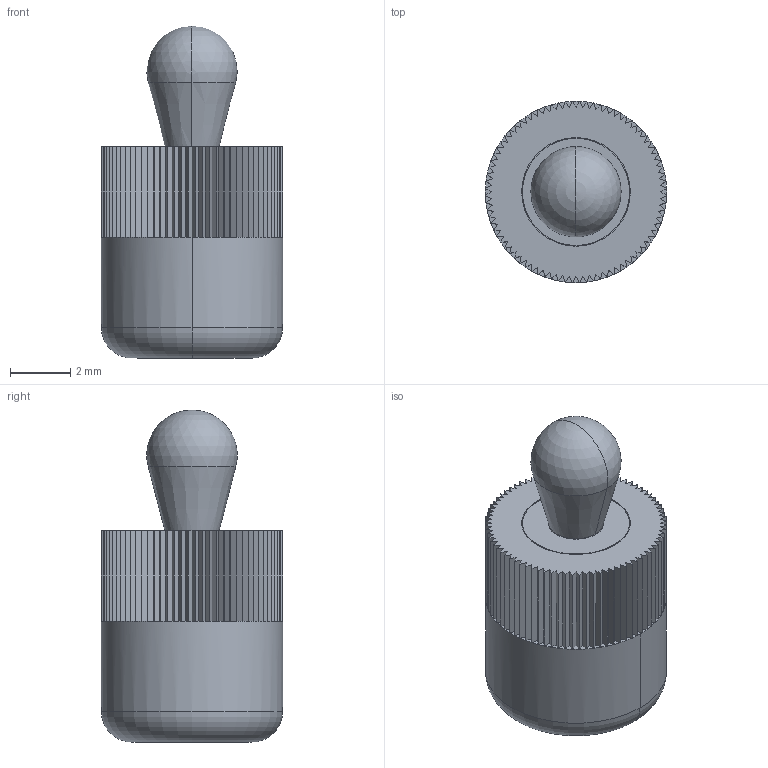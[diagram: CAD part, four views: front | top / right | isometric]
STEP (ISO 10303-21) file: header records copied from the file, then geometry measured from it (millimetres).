
FILE_DESCRIPTION(('STEP AP214'),'1');
FILE_NAME('HALDERN_EH_22150_0150.stp','2017-02-01T10:44:42',('TraceParts'),('TraceParts S.A.'),'Spatial InterOp 3D',' ',' ');
FILE_SCHEMA(('automotive_design'));
Length unit declared in the file: millimetre
Products named in the file (2): 1; 2
Bounding box: 6.01 x 6.01 x 11 mm (x, y, z)
Volume: 115.9 mm3; surface area: 441.7 mm2
Topology: 3 solids, 3 shells, 430 faces, 1098 edges, 675 vertices
Faces by surface type: plane 408, cylinder 14, torus 4, cone 2, sphere 2
Entity records: 16261 total; most frequent: DIRECTION 2240, CARTESIAN_POINT 2203, ORIENTED_EDGE 2192, EDGE_CURVE 1096, LINE 816, VECTOR 816, AXIS2_PLACEMENT_3D 712, VERTEX_POINT 675
